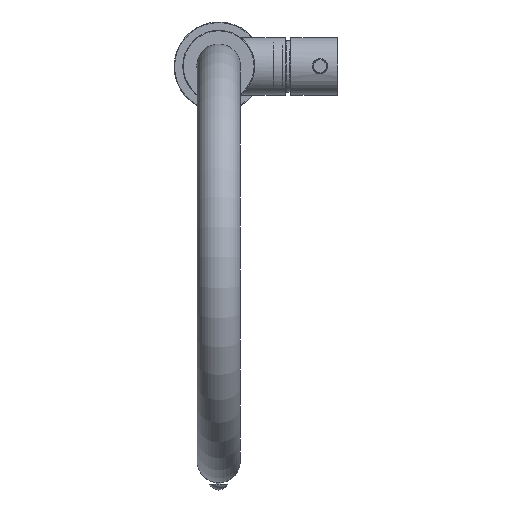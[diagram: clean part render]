
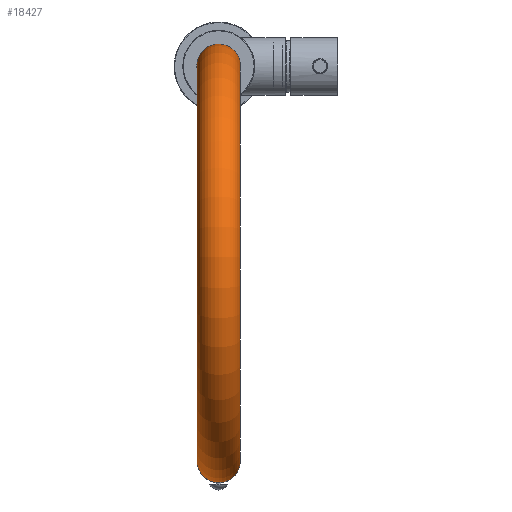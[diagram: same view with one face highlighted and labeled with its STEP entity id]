
A CAD part, top view. The second image highlights one B-rep face of the part: STEP entity #18427.
In plain terms, the highlighted toroidal (fillet/blend) face has major radius 110 mm and minor radius 12 mm.
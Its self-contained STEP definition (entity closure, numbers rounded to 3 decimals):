
#3468=TOROIDAL_SURFACE('',#22267,110.,12.);
#8674=ORIENTED_EDGE('',*,*,#11338,.F.);
#8675=ORIENTED_EDGE('',*,*,#11339,.T.);
#11338=EDGE_CURVE('',#13019,#13019,#13980,.F.);
#11339=EDGE_CURVE('',#13020,#13020,#13981,.F.);
#13019=VERTEX_POINT('',#36701);
#13020=VERTEX_POINT('',#36704);
#13980=CIRCLE('',#22266,12.);
#13981=CIRCLE('',#22268,12.);
#15318=EDGE_LOOP('',(#8674));
#15319=EDGE_LOOP('',(#8675));
#16746=FACE_BOUND('',#15318,.T.);
#16747=FACE_BOUND('',#15319,.T.);
#18427=ADVANCED_FACE('',(#16746,#16747),#3468,.T.);
#22266=AXIS2_PLACEMENT_3D('',#36700,#27424,#27425);
#22267=AXIS2_PLACEMENT_3D('',#36702,#27426,#27427);
#22268=AXIS2_PLACEMENT_3D('',#36703,#27428,#27429);
#27424=DIRECTION('',(0.,1.,0.));
#27425=DIRECTION('',(-1.,0.,0.));
#27426=DIRECTION('',(1.,0.,0.));
#27427=DIRECTION('',(0.,1.,0.));
#27428=DIRECTION('',(0.,-1.,0.));
#27429=DIRECTION('',(-1.,0.,0.));
#36700=CARTESIAN_POINT('',(0.,174.,220.));
#36701=CARTESIAN_POINT('',(-12.,174.,220.));
#36702=CARTESIAN_POINT('',(0.,174.,110.));
#36703=CARTESIAN_POINT('',(0.,174.,0.));
#36704=CARTESIAN_POINT('',(-12.,174.,0.));
